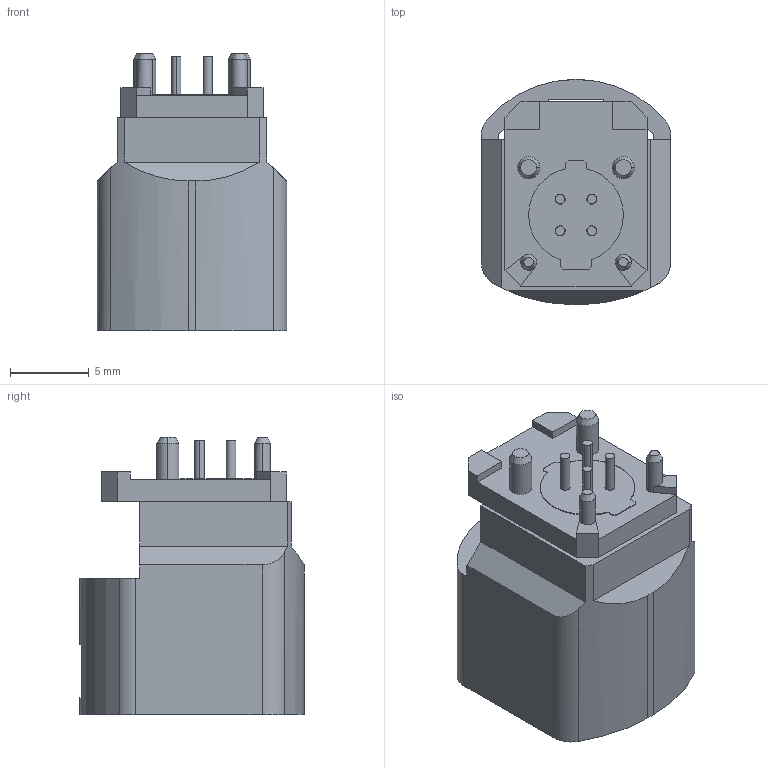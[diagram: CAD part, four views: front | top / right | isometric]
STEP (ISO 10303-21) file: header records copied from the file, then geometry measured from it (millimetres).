
FILE_DESCRIPTION(/* description */ (''),/* implementation_level */ '2;1');
FILE_NAME(/* name */ '35602307-STEP-3D.stp',/* time_stamp */ '2023-07-01T13:06:20+06:00',/* author */ (''),/* organization */ (''),/* preprocessor_version */ 'ST-DEVELOPER v16',/* originating_system */ 'SIEMENS PLM Software NX 11.0',/* authorisation */ '');
FILE_SCHEMA (('AUTOMOTIVE_DESIGN { 1 0 10303 214 3 1 1 1 }'));
Length unit declared in the file: millimetre
Products named in the file (1): cjzt2C8064993li4
Bounding box: 12 x 14.25 x 17.6 mm (x, y, z)
Volume: 1219.5 mm3; surface area: 1842.7 mm2
Topology: 1 solids, 2 shells, 184 faces, 491 edges, 329 vertices
Faces by surface type: plane 109, cylinder 68, cone 7
Entity records: 7102 total; most frequent: DIRECTION 1021, CARTESIAN_POINT 1008, ORIENTED_EDGE 978, EDGE_CURVE 489, AXIS2_PLACEMENT_3D 349, VERTEX_POINT 328, LINE 323, VECTOR 323
